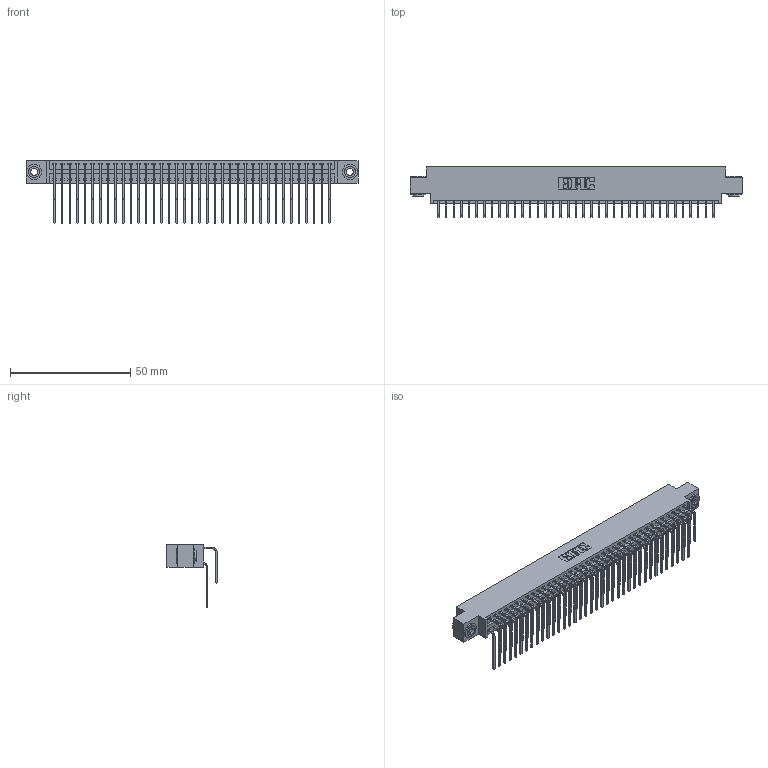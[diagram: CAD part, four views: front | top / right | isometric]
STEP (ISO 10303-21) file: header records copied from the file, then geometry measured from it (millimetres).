
FILE_DESCRIPTION (( 'STEP AP203' ), '1' );
FILE_NAME ('346-074-559-803.STEP', '2022-05-25T03:45:01', ( '' ), ( '' ), 'SwSTEP 2.0', 'SolidWorks 2020', '' );
FILE_SCHEMA (( 'CONFIG_CONTROL_DESIGN' ));
Length unit declared in the file: inch
Products named in the file (5): 345-250-002_345-250-002-102; 345-292-001_558 559 Tail - 1; 345-292-001_559 Tail - 2; 346-074-559-803; 346 Part_0.170 Offset - 0.156 Dia-TH
Assembly tree (77 placements, depth 2):
  346-074-559-803
    346 Part_0.170 Offset - 0.156 Dia-TH
    345-292-001_558 559 Tail - 1  x37
    345-292-001_559 Tail - 2  x37
    345-250-002_345-250-002-102  x2
Bounding box: 138.05 x 20.89 x 26.16 mm (x, y, z)
Volume: 13696.2 mm3; surface area: 21224.1 mm2
Topology: 77 solids, 77 shells, 4174 faces, 12367 edges, 8142 vertices
Faces by surface type: plane 2842, cylinder 1324, cone 8
Entity records: 27802 total; most frequent: CARTESIAN_POINT 4624, ORIENTED_EDGE 4498, DIRECTION 4127, EDGE_CURVE 2249, VECTOR 1905, LINE 1905, VERTEX_POINT 1494, AXIS2_PLACEMENT_3D 1111
